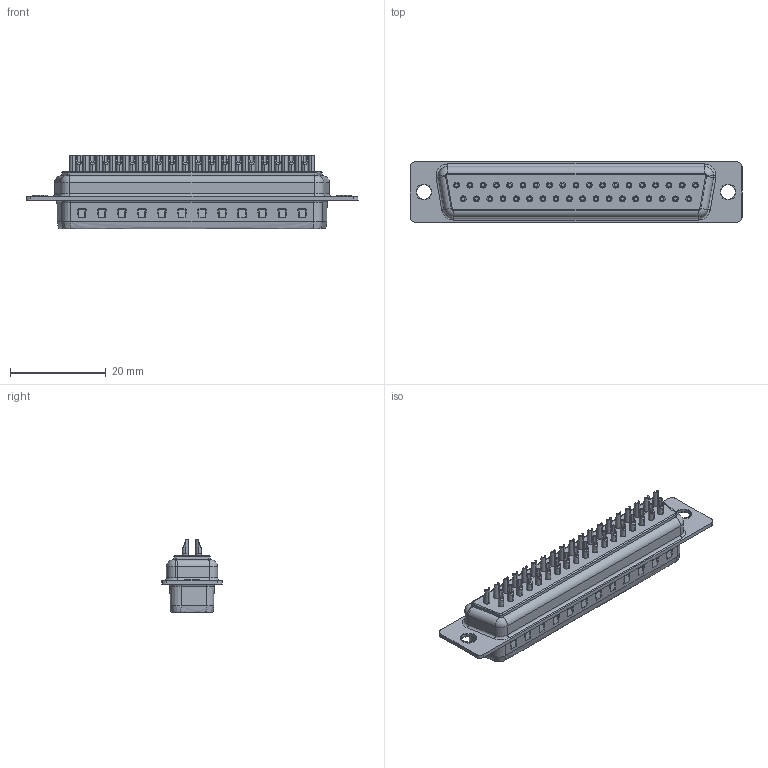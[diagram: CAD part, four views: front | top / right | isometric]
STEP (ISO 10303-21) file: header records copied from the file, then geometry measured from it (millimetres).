
FILE_DESCRIPTION (( 'STEP AP214' ), '1' );
FILE_NAME ('FDM3703-M0WS101W1K-REF.STEP', '2025-05-21T08:47:28', ( '' ), ( '' ), 'SwSTEP 2.0', 'SolidWorks 2021', '' );
FILE_SCHEMA (( 'AUTOMOTIVE_DESIGN' ));
Length unit declared in the file: millimetre
Products named in the file (1): FDM3703-M0WS101W1K-REF
Bounding box: 69.32 x 12.55 x 15.4 mm (x, y, z)
Volume: 3960 mm3; surface area: 5627.3 mm2
Topology: 1 solids, 2 shells, 1300 faces, 3183 edges, 1892 vertices
Faces by surface type: cylinder 672, plane 301, bspline 150, sphere 130, torus 37, cone 10
Entity records: 42149 total; most frequent: CARTESIAN_POINT 14288, ORIENTED_EDGE 5906, DIRECTION 5785, EDGE_CURVE 2953, AXIS2_PLACEMENT_3D 2285, VERTEX_POINT 1782, EDGE_LOOP 1431, ADVANCED_FACE 1300
